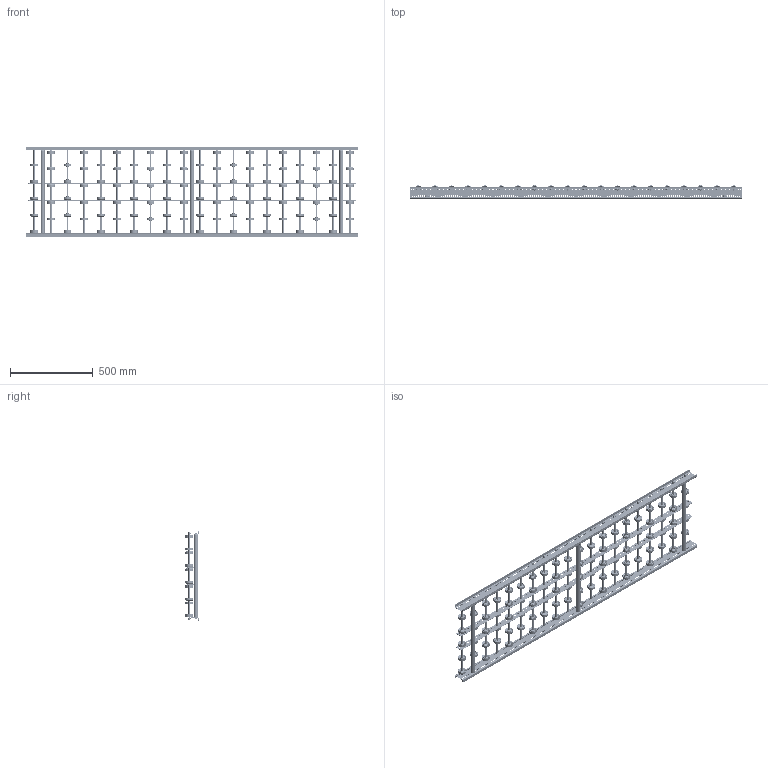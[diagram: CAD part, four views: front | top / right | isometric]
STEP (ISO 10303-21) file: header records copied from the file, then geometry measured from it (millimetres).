
FILE_DESCRIPTION (( 'STEP AP214' ), '1' );
FILE_NAME ('0051870.step', '2021-10-26T13:29:52', ( '' ), ( '' ), 'SwSTEP 2.0', 'SolidWorks 2020', '' );
FILE_SCHEMA (( 'AUTOMOTIVE_DESIGN' ));
Length unit declared in the file: millimetre
Products named in the file (10): S100100_Längstraverse-42x2,5_S100103_L„ngstraverse-RB-L2000; Profil_LRB-20x70x20x2_KFG_S100202_U-PROFIL-20-70-20-2-LRB-L=2000; K0011528_2200-48-8; Hutmutter_DIN_1587_M8; 0046278_KB-ROHR-12X1,75mm_KFG_L75; S106837_Gewindestange-M8-KFG_L520; Traversen_KFG_L500; 0051870; S100994_Sperrzahnschraube_M08x16-8.8-A2K; Röllchenachse-für-Konfiguration_EL500 Stahl
Assembly tree (72 placements, depth 3):
  0051870
    Profil_LRB-20x70x20x2_KFG_S100202_U-PROFIL-20-70-20-2-LRB-L=2000  x2
    S100994_Sperrzahnschraube_M08x16-8.8-A2K  x6
    Traversen_KFG_L500  x3
    Röllchenachse-für-Konfiguration_EL500 Stahl  x20
      S106837_Gewindestange-M8-KFG_L520
      0046278_KB-ROHR-12X1,75mm_KFG_L75
      K0011528_2200-48-8
    S100100_Längstraverse-42x2,5_S100103_L„ngstraverse-RB-L2000  x2
    Hutmutter_DIN_1587_M8  x28
Bounding box: 2000 x 79 x 540 mm (x, y, z)
Volume: 4354857.4 mm3; surface area: 3420648.9 mm2
Topology: 367 solids, 367 shells, 11522 faces, 24880 edges, 15260 vertices
Faces by surface type: cylinder 4824, torus 2624, plane 2238, cone 1808, bspline 28
Entity records: 37711 total; most frequent: DIRECTION 6785, CARTESIAN_POINT 6227, ORIENTED_EDGE 5696, AXIS2_PLACEMENT_3D 2924, EDGE_CURVE 2848, VERTEX_POINT 1870, EDGE_LOOP 1840, CIRCLE 1831
